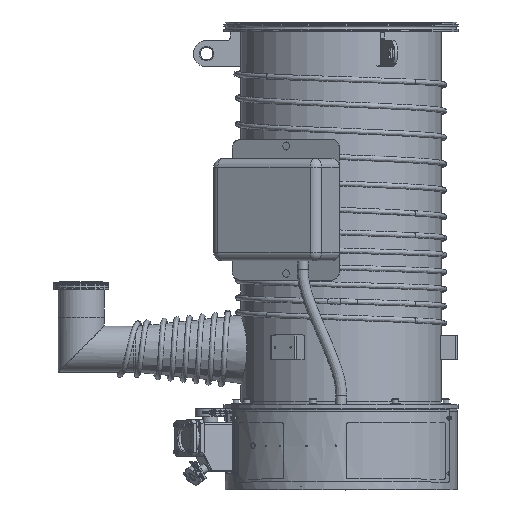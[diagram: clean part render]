
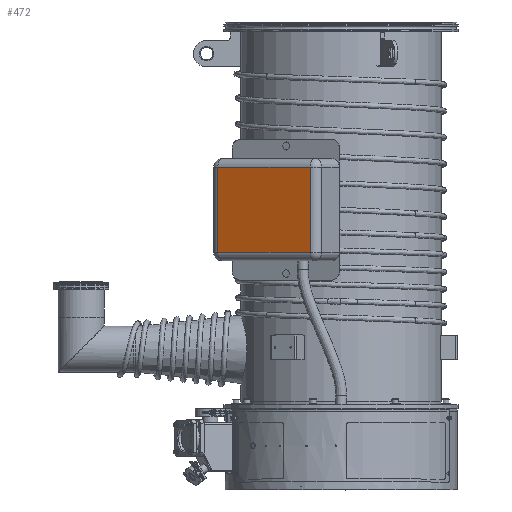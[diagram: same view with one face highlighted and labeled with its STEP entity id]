
A CAD part, top view. The second image highlights one B-rep face of the part: STEP entity #472.
In plain terms, the highlighted planar face has unit normal (-0.5, 0, 0.866).
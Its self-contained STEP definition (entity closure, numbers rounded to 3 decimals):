
#472=ADVANCED_FACE('',(#50079),#50081,.T.);
#50079=FACE_BOUND('',#50080,.T.);
#50080=EDGE_LOOP('',(#67211,#67212,#67213,#67214));
#50081=PLANE('',#50082);
#50082=AXIS2_PLACEMENT_3D('',#50083,#50084,#50085);
#50083=CARTESIAN_POINT('',(-180.75,0.,313.068));
#50084=DIRECTION('',(-0.5,0.,0.866));
#50085=DIRECTION('',(0.866,0.,0.5));
#67211=ORIENTED_EDGE('',*,*,#72363,.T.);
#67212=ORIENTED_EDGE('',*,*,#72364,.T.);
#67213=ORIENTED_EDGE('',*,*,#72365,.T.);
#67214=ORIENTED_EDGE('',*,*,#72366,.T.);
#72363=EDGE_CURVE('',#78243,#78244,#78245,.T.);
#72364=EDGE_CURVE('',#78244,#78246,#78247,.T.);
#72365=EDGE_CURVE('',#78246,#78248,#78249,.T.);
#72366=EDGE_CURVE('',#78248,#78243,#78250,.T.);
#78243=VERTEX_POINT('',#98136);
#78244=VERTEX_POINT('',#98137);
#78245=LINE('',#98138,#98139);
#78246=VERTEX_POINT('',#98141);
#78247=LINE('',#98142,#98143);
#78248=VERTEX_POINT('',#98145);
#78249=LINE('',#98146,#98147);
#78250=LINE('',#98149,#98150);
#98136=CARTESIAN_POINT('',(-72.497,550.,375.568));
#98137=CARTESIAN_POINT('',(-289.003,550.,250.568));
#98138=CARTESIAN_POINT('',(-72.497,550.,375.568));
#98139=VECTOR('',#98140,1.);
#98140=DIRECTION('',(-0.866,0.,-0.5));
#98141=CARTESIAN_POINT('',(-289.003,350.,250.568));
#98142=CARTESIAN_POINT('',(-289.003,550.,250.568));
#98143=VECTOR('',#98144,1.);
#98144=DIRECTION('',(0.,-1.,0.));
#98145=CARTESIAN_POINT('',(-72.497,350.,375.568));
#98146=CARTESIAN_POINT('',(-289.003,350.,250.568));
#98147=VECTOR('',#98148,1.);
#98148=DIRECTION('',(0.866,0.,0.5));
#98149=CARTESIAN_POINT('',(-72.497,350.,375.568));
#98150=VECTOR('',#98151,1.);
#98151=DIRECTION('',(0.,1.,0.));
